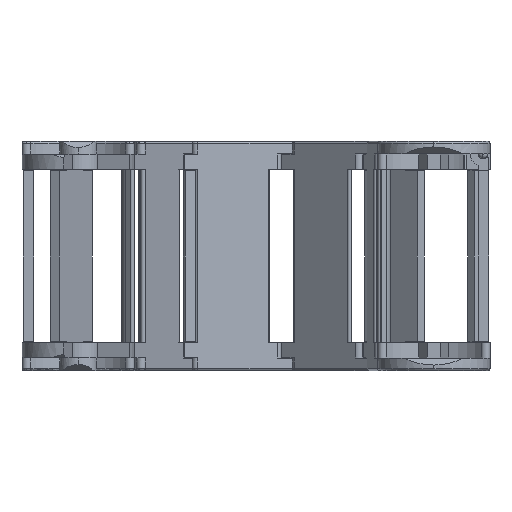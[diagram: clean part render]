
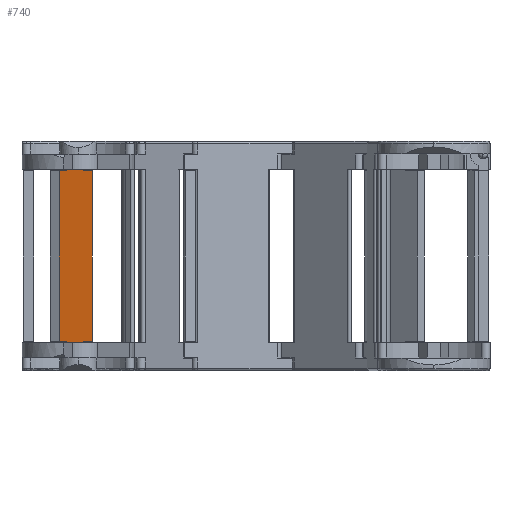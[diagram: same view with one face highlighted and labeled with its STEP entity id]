
A CAD part, left-side view. The second image highlights one B-rep face of the part: STEP entity #740.
In plain terms, the highlighted face is planar.
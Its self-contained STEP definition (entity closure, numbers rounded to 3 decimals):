
#5 = CARTESIAN_POINT ( 'NONE',  ( 12.488, -9.5, 2.4 ) ) ;
#9 = EDGE_CURVE ( 'NONE', #3792, #1678, #1166, .T. ) ;
#15 = DIRECTION ( 'NONE',  ( 0., 0., 1. ) ) ;
#49 = PLANE ( 'NONE',  #3611 ) ;
#57 = LINE ( 'NONE', #694, #1545 ) ;
#95 = LINE ( 'NONE', #578, #402 ) ;
#129 = VERTEX_POINT ( 'NONE', #3980 ) ;
#188 = CARTESIAN_POINT ( 'NONE',  ( 24., -9.5, 6. ) ) ;
#402 = VECTOR ( 'NONE', #4349, 1000. ) ;
#521 = ORIENTED_EDGE ( 'NONE', *, *, #621, .T. ) ;
#566 = VECTOR ( 'NONE', #2072, 1000. ) ;
#572 = LINE ( 'NONE', #2360, #2234 ) ;
#578 = CARTESIAN_POINT ( 'NONE',  ( 20.55, -9.5, 2.4 ) ) ;
#621 = EDGE_CURVE ( 'NONE', #4082, #1314, #57, .T. ) ;
#627 = VECTOR ( 'NONE', #1264, 1000. ) ;
#665 = DIRECTION ( 'NONE',  ( -1., 0., 0. ) ) ;
#670 = EDGE_CURVE ( 'NONE', #1678, #4082, #572, .T. ) ;
#678 = CARTESIAN_POINT ( 'NONE',  ( 24., -9.5, 43.792 ) ) ;
#694 = CARTESIAN_POINT ( 'NONE',  ( 12.488, -9.5, 2.4 ) ) ;
#739 = CARTESIAN_POINT ( 'NONE',  ( 24., -9.5, 2.4 ) ) ;
#740 = ADVANCED_FACE ( 'NONE', ( #3575 ), #49, .T. ) ;
#932 = VECTOR ( 'NONE', #4110, 1000. ) ;
#1000 = VERTEX_POINT ( 'NONE', #2291 ) ;
#1002 = DIRECTION ( 'NONE',  ( 0., 0., 1. ) ) ;
#1035 = EDGE_CURVE ( 'NONE', #2787, #1314, #3632, .T. ) ;
#1123 = CARTESIAN_POINT ( 'NONE',  ( 9., -9.5, 6. ) ) ;
#1137 = LINE ( 'NONE', #188, #2835 ) ;
#1143 = LINE ( 'NONE', #3454, #4151 ) ;
#1166 = LINE ( 'NONE', #2925, #2760 ) ;
#1179 = LINE ( 'NONE', #4107, #566 ) ;
#1213 = EDGE_CURVE ( 'NONE', #3792, #4149, #1179, .T. ) ;
#1217 = ORIENTED_EDGE ( 'NONE', *, *, #3339, .T. ) ;
#1264 = DIRECTION ( 'NONE',  ( 1., 0., 0. ) ) ;
#1314 = VERTEX_POINT ( 'NONE', #3185 ) ;
#1353 = ORIENTED_EDGE ( 'NONE', *, *, #670, .T. ) ;
#1399 = VERTEX_POINT ( 'NONE', #4004 ) ;
#1404 = CARTESIAN_POINT ( 'NONE',  ( 20.512, -9.5, 6.3 ) ) ;
#1429 = ORIENTED_EDGE ( 'NONE', *, *, #1035, .F. ) ;
#1527 = LINE ( 'NONE', #3439, #3729 ) ;
#1545 = VECTOR ( 'NONE', #1002, 1000. ) ;
#1562 = EDGE_CURVE ( 'NONE', #2943, #3494, #95, .T. ) ;
#1630 = ORIENTED_EDGE ( 'NONE', *, *, #1213, .F. ) ;
#1670 = EDGE_LOOP ( 'NONE', ( #1353, #521, #1429, #3803, #3669, #1870, #2774, #2064, #1769, #1217, #1630, #2602 ) ) ;
#1678 = VERTEX_POINT ( 'NONE', #2713 ) ;
#1769 = ORIENTED_EDGE ( 'NONE', *, *, #3149, .F. ) ;
#1780 = DIRECTION ( 'NONE',  ( -1., 0., 0. ) ) ;
#1845 = EDGE_CURVE ( 'NONE', #1399, #2787, #2738, .T. ) ;
#1870 = ORIENTED_EDGE ( 'NONE', *, *, #4113, .T. ) ;
#1927 = DIRECTION ( 'NONE',  ( 0., 0., -1. ) ) ;
#1938 = CARTESIAN_POINT ( 'NONE',  ( 24., -9.5, 6.3 ) ) ;
#1998 = VECTOR ( 'NONE', #15, 1000. ) ;
#2023 = EDGE_CURVE ( 'NONE', #129, #1399, #1527, .T. ) ;
#2064 = ORIENTED_EDGE ( 'NONE', *, *, #1562, .T. ) ;
#2072 = DIRECTION ( 'NONE',  ( 1., 0., 0. ) ) ;
#2234 = VECTOR ( 'NONE', #665, 1000. ) ;
#2256 = VERTEX_POINT ( 'NONE', #4224 ) ;
#2291 = CARTESIAN_POINT ( 'NONE',  ( 12.45, -9.5, 43.792 ) ) ;
#2360 = CARTESIAN_POINT ( 'NONE',  ( 24., -9.5, 2.4 ) ) ;
#2602 = ORIENTED_EDGE ( 'NONE', *, *, #9, .T. ) ;
#2713 = CARTESIAN_POINT ( 'NONE',  ( 20.512, -9.5, 2.4 ) ) ;
#2738 = LINE ( 'NONE', #1123, #3839 ) ;
#2760 = VECTOR ( 'NONE', #1927, 1000. ) ;
#2766 = DIRECTION ( 'NONE',  ( -1., 0., 0. ) ) ;
#2774 = ORIENTED_EDGE ( 'NONE', *, *, #3072, .F. ) ;
#2787 = VERTEX_POINT ( 'NONE', #3224 ) ;
#2835 = VECTOR ( 'NONE', #2939, 1000. ) ;
#2886 = LINE ( 'NONE', #4080, #1998 ) ;
#2925 = CARTESIAN_POINT ( 'NONE',  ( 20.512, -9.5, 2.4 ) ) ;
#2939 = DIRECTION ( 'NONE',  ( 0., 0., -1. ) ) ;
#2943 = VERTEX_POINT ( 'NONE', #4027 ) ;
#3072 = EDGE_CURVE ( 'NONE', #2943, #1000, #3223, .T. ) ;
#3149 = EDGE_CURVE ( 'NONE', #2256, #3494, #1143, .T. ) ;
#3180 = DIRECTION ( 'NONE',  ( 0., 0., -1. ) ) ;
#3185 = CARTESIAN_POINT ( 'NONE',  ( 12.488, -9.5, 6.3 ) ) ;
#3223 = LINE ( 'NONE', #678, #932 ) ;
#3224 = CARTESIAN_POINT ( 'NONE',  ( 9., -9.5, 6.3 ) ) ;
#3339 = EDGE_CURVE ( 'NONE', #2256, #4149, #1137, .T. ) ;
#3360 = CARTESIAN_POINT ( 'NONE',  ( 20.55, -9.5, 42.7 ) ) ;
#3439 = CARTESIAN_POINT ( 'NONE',  ( 24., -9.5, 42.7 ) ) ;
#3454 = CARTESIAN_POINT ( 'NONE',  ( 24., -9.5, 42.7 ) ) ;
#3494 = VERTEX_POINT ( 'NONE', #3360 ) ;
#3513 = CARTESIAN_POINT ( 'NONE',  ( 24., -9.5, 6.3 ) ) ;
#3575 = FACE_OUTER_BOUND ( 'NONE', #1670, .T. ) ;
#3611 = AXIS2_PLACEMENT_3D ( 'NONE', #739, #4198, #1780 ) ;
#3632 = LINE ( 'NONE', #1938, #627 ) ;
#3669 = ORIENTED_EDGE ( 'NONE', *, *, #2023, .F. ) ;
#3729 = VECTOR ( 'NONE', #4356, 1000. ) ;
#3792 = VERTEX_POINT ( 'NONE', #1404 ) ;
#3803 = ORIENTED_EDGE ( 'NONE', *, *, #1845, .F. ) ;
#3839 = VECTOR ( 'NONE', #3180, 1000. ) ;
#3980 = CARTESIAN_POINT ( 'NONE',  ( 12.45, -9.5, 42.7 ) ) ;
#4004 = CARTESIAN_POINT ( 'NONE',  ( 9., -9.5, 42.7 ) ) ;
#4027 = CARTESIAN_POINT ( 'NONE',  ( 20.55, -9.5, 43.792 ) ) ;
#4080 = CARTESIAN_POINT ( 'NONE',  ( 12.45, -9.5, 2.4 ) ) ;
#4082 = VERTEX_POINT ( 'NONE', #5 ) ;
#4107 = CARTESIAN_POINT ( 'NONE',  ( 24., -9.5, 6.3 ) ) ;
#4110 = DIRECTION ( 'NONE',  ( -1., 0., 0. ) ) ;
#4113 = EDGE_CURVE ( 'NONE', #129, #1000, #2886, .T. ) ;
#4149 = VERTEX_POINT ( 'NONE', #3513 ) ;
#4151 = VECTOR ( 'NONE', #2766, 1000. ) ;
#4198 = DIRECTION ( 'NONE',  ( 0., 1., 0. ) ) ;
#4224 = CARTESIAN_POINT ( 'NONE',  ( 24., -9.5, 42.7 ) ) ;
#4349 = DIRECTION ( 'NONE',  ( 0., 0., -1. ) ) ;
#4356 = DIRECTION ( 'NONE',  ( -1., 0., 0. ) ) ;
